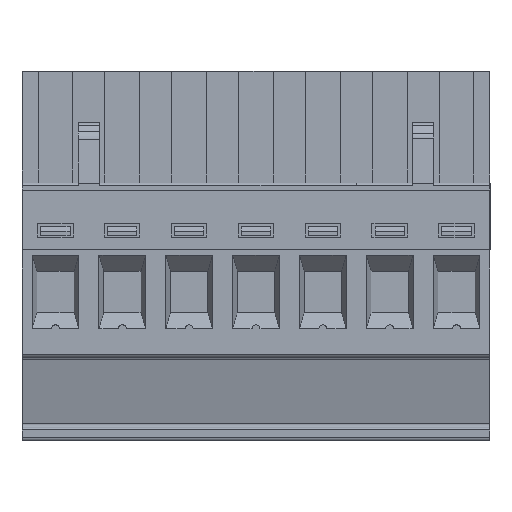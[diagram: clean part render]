
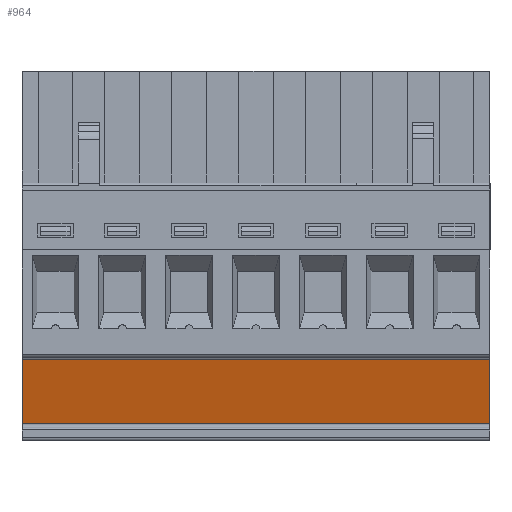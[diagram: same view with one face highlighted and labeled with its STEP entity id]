
A CAD part, front view. The second image highlights one B-rep face of the part: STEP entity #964.
In plain terms, the highlighted planar face has unit normal (0, -0.966, -0.259).
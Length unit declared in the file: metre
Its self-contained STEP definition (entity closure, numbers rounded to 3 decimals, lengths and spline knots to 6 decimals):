
#964=ADVANCED_FACE('',(#2233),#2234,.F.);
#2233=FACE_OUTER_BOUND('',#3804,.T.);
#2234=PLANE('',#3805);
#3804=EDGE_LOOP('',(#6765,#6766,#6767,#6768));
#3805=AXIS2_PLACEMENT_3D('',#6769,#6770,#6771);
#6765=ORIENTED_EDGE('',*,*,#9852,.F.);
#6766=ORIENTED_EDGE('',*,*,#9373,.T.);
#6767=ORIENTED_EDGE('',*,*,#9850,.T.);
#6768=ORIENTED_EDGE('',*,*,#9800,.T.);
#6769=CARTESIAN_POINT('',(-0.006712,-0.032787,-0.082872));
#6770=DIRECTION('',(0.,0.966,0.259));
#6771=DIRECTION('',(0.,0.259,-0.966));
#9373=EDGE_CURVE('',#11338,#11336,#11339,.T.);
#9800=EDGE_CURVE('',#11941,#11952,#11954,.T.);
#9850=EDGE_CURVE('',#11336,#11941,#12030,.F.);
#9852=EDGE_CURVE('',#11338,#11952,#12032,.F.);
#11336=VERTEX_POINT('',#14142);
#11338=VERTEX_POINT('',#14144);
#11339=LINE('',#14145,#14146);
#11941=VERTEX_POINT('',#15020);
#11952=VERTEX_POINT('',#15034);
#11954=LINE('',#15036,#15037);
#12030=LINE('',#15148,#15149);
#12032=LINE('',#15151,#15152);
#14142=CARTESIAN_POINT('',(0.01805,-0.03312,-0.08163));
#14144=CARTESIAN_POINT('',(0.01805,-0.034417,-0.076791));
#14145=CARTESIAN_POINT('',(0.01805,-0.034459,-0.076633));
#14146=VECTOR('',#17109,1.0);
#15020=CARTESIAN_POINT('',(0.053052,-0.03312,-0.08163));
#15034=CARTESIAN_POINT('',(0.053052,-0.034417,-0.076791));
#15036=CARTESIAN_POINT('',(0.053052,-0.034459,-0.076633));
#15037=VECTOR('',#17475,1.0);
#15148=CARTESIAN_POINT('',(-0.006712,-0.03312,-0.08163));
#15149=VECTOR('',#17526,1.0);
#15151=CARTESIAN_POINT('',(0.039014,-0.034417,-0.076791));
#15152=VECTOR('',#17527,1.0);
#17109=DIRECTION('',(0.0,0.259,-0.966));
#17475=DIRECTION('',(0.0,-0.259,0.966));
#17526=DIRECTION('',(-1.0,0.,0.));
#17527=DIRECTION('',(-1.0,0.,0.));
